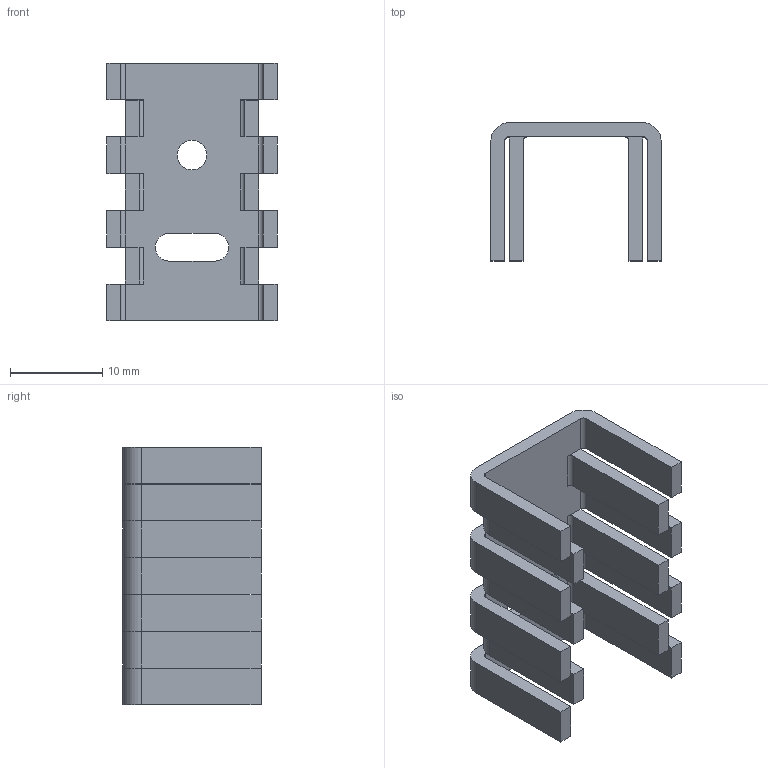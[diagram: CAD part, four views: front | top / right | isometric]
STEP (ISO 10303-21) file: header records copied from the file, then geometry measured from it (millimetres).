
FILE_DESCRIPTION(/* description */ (''),/* implementation_level */ '2;1');
FILE_NAME(/* name */ 'HSINK_FISCHER_FK 234 SA L 2_v.stp',/* time_stamp */ '2016-09-06T10:03:45+02:00',/* author */ ('riccim'),/* organization */ ('SolidWorks'),/* preprocessor_version */ 'ST-DEVELOPER v15.5',/* originating_system */ 'AutoCAD Mechanical',/* authorisation */ ' ');
FILE_SCHEMA (('AUTOMOTIVE_DESIGN { 1 0 10303 214 3 1 1 }'));
Length unit declared in the file: millimetre
Products named in the file (2): FK_234_SA_L_2; Product
Bounding box: 18.5 x 15 x 28 mm (x, y, z)
Volume: 1745.9 mm3; surface area: 3164.4 mm2
Topology: 1 solids, 1 shells, 115 faces, 339 edges, 226 vertices
Faces by surface type: plane 84, cylinder 31
Full cylindrical faces by diameter (mm): 3.2 x1
Entity records: 3870 total; most frequent: CARTESIAN_POINT 682, ORIENTED_EDGE 676, DIRECTION 636, EDGE_CURVE 338, LINE 276, VECTOR 276, VERTEX_POINT 226, AXIS2_PLACEMENT_3D 180
